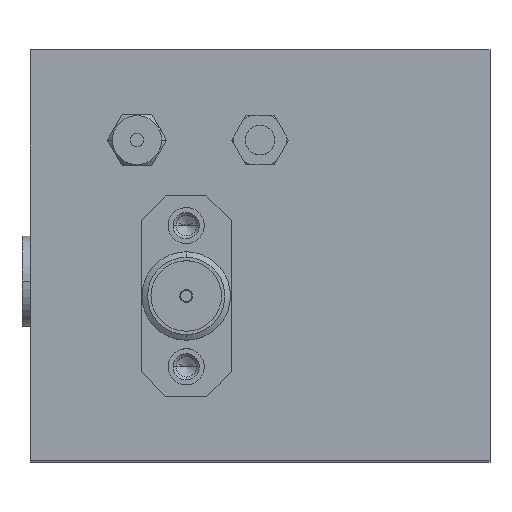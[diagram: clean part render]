
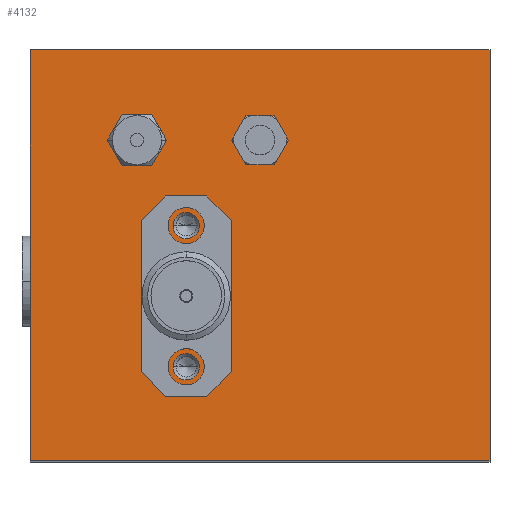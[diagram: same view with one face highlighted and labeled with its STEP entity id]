
A CAD part, top view. The second image highlights one B-rep face of the part: STEP entity #4132.
In plain terms, the highlighted planar face has unit normal (0, 0, 1).
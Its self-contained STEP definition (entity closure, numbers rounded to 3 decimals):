
#43 = VERTEX_POINT ( 'NONE', #740 ) ;
#243 = CARTESIAN_POINT ( 'NONE',  ( -14.418, -14.255, 0. ) ) ;
#246 = EDGE_CURVE ( 'NONE', #4924, #1904, #1863, .T. ) ;
#313 = VERTEX_POINT ( 'NONE', #4841 ) ;
#457 = DIRECTION ( 'NONE',  ( 0., 0., -1. ) ) ;
#514 = EDGE_LOOP ( 'NONE', ( #1116, #1154 ) ) ;
#536 = DIRECTION ( 'NONE',  ( 0., -1., 0. ) ) ;
#608 = LINE ( 'NONE', #3618, #1917 ) ;
#641 = VECTOR ( 'NONE', #2192, 1000. ) ;
#720 = DIRECTION ( 'NONE',  ( 0., 0., 1. ) ) ;
#722 = CARTESIAN_POINT ( 'NONE',  ( -4.118, -8.555, 0. ) ) ;
#736 = CARTESIAN_POINT ( 'NONE',  ( -7.918, 5.245, 0. ) ) ;
#740 = CARTESIAN_POINT ( 'NONE',  ( 0.582, 5.245, 0. ) ) ;
#787 = CARTESIAN_POINT ( 'NONE',  ( -6.418, 5.245, 0. ) ) ;
#811 = EDGE_CURVE ( 'NONE', #3993, #43, #3550, .T. ) ;
#932 = EDGE_LOOP ( 'NONE', ( #1236, #2049, #3129, #4605 ) ) ;
#1054 = DIRECTION ( 'NONE',  ( 1., 0., 0. ) ) ;
#1100 = EDGE_LOOP ( 'NONE', ( #1981, #2771 ) ) ;
#1106 = AXIS2_PLACEMENT_3D ( 'NONE', #2379, #457, #2004 ) ;
#1111 = AXIS2_PLACEMENT_3D ( 'NONE', #736, #3438, #3821 ) ;
#1116 = ORIENTED_EDGE ( 'NONE', *, *, #2288, .T. ) ;
#1145 = DIRECTION ( 'NONE',  ( 1., 0., 0. ) ) ;
#1154 = ORIENTED_EDGE ( 'NONE', *, *, #4566, .T. ) ;
#1236 = ORIENTED_EDGE ( 'NONE', *, *, #1560, .T. ) ;
#1246 = AXIS2_PLACEMENT_3D ( 'NONE', #2065, #4017, #3255 ) ;
#1345 = EDGE_CURVE ( 'NONE', #2093, #4568, #4533, .T. ) ;
#1373 = VERTEX_POINT ( 'NONE', #4904 ) ;
#1401 = DIRECTION ( 'NONE',  ( 0., 0., -1. ) ) ;
#1468 = FACE_BOUND ( 'NONE', #1648, .T. ) ;
#1560 = EDGE_CURVE ( 'NONE', #4568, #313, #2039, .T. ) ;
#1648 = EDGE_LOOP ( 'NONE', ( #1957, #3476 ) ) ;
#1740 = VERTEX_POINT ( 'NONE', #722 ) ;
#1756 = CARTESIAN_POINT ( 'NONE',  ( -1.418, 5.245, 0. ) ) ;
#1863 = CIRCLE ( 'NONE', #2185, 0.8 ) ;
#1893 = CIRCLE ( 'NONE', #4498, 1.5 ) ;
#1904 = VERTEX_POINT ( 'NONE', #3495 ) ;
#1905 = DIRECTION ( 'NONE',  ( 0., 0., -1. ) ) ;
#1911 = CIRCLE ( 'NONE', #2812, 0.8 ) ;
#1917 = VECTOR ( 'NONE', #536, 1000. ) ;
#1957 = ORIENTED_EDGE ( 'NONE', *, *, #2031, .T. ) ;
#1981 = ORIENTED_EDGE ( 'NONE', *, *, #246, .T. ) ;
#2004 = DIRECTION ( 'NONE',  ( 1., 0., 0. ) ) ;
#2020 = AXIS2_PLACEMENT_3D ( 'NONE', #4880, #1401, #1054 ) ;
#2030 = DIRECTION ( 'NONE',  ( 1., 0., 0. ) ) ;
#2031 = EDGE_CURVE ( 'NONE', #43, #3993, #2066, .T. ) ;
#2039 = LINE ( 'NONE', #2092, #3639 ) ;
#2049 = ORIENTED_EDGE ( 'NONE', *, *, #4721, .T. ) ;
#2065 = CARTESIAN_POINT ( 'NONE',  ( -4.918, -8.555, 0. ) ) ;
#2066 = CIRCLE ( 'NONE', #2222, 1. ) ;
#2092 = CARTESIAN_POINT ( 'NONE',  ( -11.918, 10.745, 0. ) ) ;
#2093 = VERTEX_POINT ( 'NONE', #4679 ) ;
#2167 = CIRCLE ( 'NONE', #1111, 1.5 ) ;
#2185 = AXIS2_PLACEMENT_3D ( 'NONE', #3570, #3137, #3896 ) ;
#2190 = DIRECTION ( 'NONE',  ( 1., 0., 0. ) ) ;
#2192 = DIRECTION ( 'NONE',  ( 0., 1., 0. ) ) ;
#2201 = CARTESIAN_POINT ( 'NONE',  ( -4.918, 0.045, 0. ) ) ;
#2214 = EDGE_CURVE ( 'NONE', #1373, #1740, #3106, .T. ) ;
#2222 = AXIS2_PLACEMENT_3D ( 'NONE', #2390, #1905, #1145 ) ;
#2260 = DIRECTION ( 'NONE',  ( 1., 0., 0. ) ) ;
#2288 = EDGE_CURVE ( 'NONE', #3046, #3342, #1893, .T. ) ;
#2310 = ORIENTED_EDGE ( 'NONE', *, *, #4258, .T. ) ;
#2354 = CARTESIAN_POINT ( 'NONE',  ( 2.582, -14.255, 0. ) ) ;
#2379 = CARTESIAN_POINT ( 'NONE',  ( -4.918, -8.555, 0. ) ) ;
#2390 = CARTESIAN_POINT ( 'NONE',  ( -0.418, 5.245, 0. ) ) ;
#2500 = DIRECTION ( 'NONE',  ( -1., 0., 0. ) ) ;
#2516 = EDGE_LOOP ( 'NONE', ( #2310, #3532 ) ) ;
#2618 = FACE_OUTER_BOUND ( 'NONE', #932, .T. ) ;
#2624 = CARTESIAN_POINT ( 'NONE',  ( 13.582, -14.255, 0. ) ) ;
#2771 = ORIENTED_EDGE ( 'NONE', *, *, #4455, .T. ) ;
#2812 = AXIS2_PLACEMENT_3D ( 'NONE', #2201, #2998, #3750 ) ;
#2998 = DIRECTION ( 'NONE',  ( 0., 0., -1. ) ) ;
#3015 = CARTESIAN_POINT ( 'NONE',  ( -4.118, 0.045, 0. ) ) ;
#3025 = FACE_BOUND ( 'NONE', #514, .T. ) ;
#3029 = CARTESIAN_POINT ( 'NONE',  ( -7.918, 5.245, 0. ) ) ;
#3046 = VERTEX_POINT ( 'NONE', #787 ) ;
#3106 = CIRCLE ( 'NONE', #1246, 0.8 ) ;
#3129 = ORIENTED_EDGE ( 'NONE', *, *, #4216, .T. ) ;
#3137 = DIRECTION ( 'NONE',  ( 0., 0., -1. ) ) ;
#3176 = VERTEX_POINT ( 'NONE', #243 ) ;
#3255 = DIRECTION ( 'NONE',  ( 1., 0., 0. ) ) ;
#3342 = VERTEX_POINT ( 'NONE', #4585 ) ;
#3438 = DIRECTION ( 'NONE',  ( 0., 0., -1. ) ) ;
#3446 = VECTOR ( 'NONE', #2030, 1000. ) ;
#3476 = ORIENTED_EDGE ( 'NONE', *, *, #811, .T. ) ;
#3495 = CARTESIAN_POINT ( 'NONE',  ( -5.718, 0.045, 0. ) ) ;
#3532 = ORIENTED_EDGE ( 'NONE', *, *, #2214, .T. ) ;
#3550 = CIRCLE ( 'NONE', #2020, 1. ) ;
#3570 = CARTESIAN_POINT ( 'NONE',  ( -4.918, 0.045, 0. ) ) ;
#3618 = CARTESIAN_POINT ( 'NONE',  ( -14.418, 10.745, 0. ) ) ;
#3639 = VECTOR ( 'NONE', #2500, 1000. ) ;
#3750 = DIRECTION ( 'NONE',  ( 1., 0., 0. ) ) ;
#3821 = DIRECTION ( 'NONE',  ( 1., 0., 0. ) ) ;
#3896 = DIRECTION ( 'NONE',  ( 1., 0., 0. ) ) ;
#3993 = VERTEX_POINT ( 'NONE', #1756 ) ;
#4017 = DIRECTION ( 'NONE',  ( 0., 0., -1. ) ) ;
#4119 = DIRECTION ( 'NONE',  ( 0., 0., -1. ) ) ;
#4132 = ADVANCED_FACE ( 'NONE', ( #2618, #4159, #4594, #1468, #3025 ), #4572, .T. ) ;
#4159 = FACE_BOUND ( 'NONE', #2516, .T. ) ;
#4184 = CARTESIAN_POINT ( 'NONE',  ( 0., 0., 0. ) ) ;
#4216 = EDGE_CURVE ( 'NONE', #3176, #2093, #4281, .T. ) ;
#4258 = EDGE_CURVE ( 'NONE', #1740, #1373, #4914, .T. ) ;
#4261 = AXIS2_PLACEMENT_3D ( 'NONE', #4184, #720, #2260 ) ;
#4281 = LINE ( 'NONE', #2354, #3446 ) ;
#4455 = EDGE_CURVE ( 'NONE', #1904, #4924, #1911, .T. ) ;
#4498 = AXIS2_PLACEMENT_3D ( 'NONE', #3029, #4119, #2190 ) ;
#4533 = LINE ( 'NONE', #2624, #641 ) ;
#4566 = EDGE_CURVE ( 'NONE', #3342, #3046, #2167, .T. ) ;
#4568 = VERTEX_POINT ( 'NONE', #4611 ) ;
#4572 = PLANE ( 'NONE',  #4261 ) ;
#4585 = CARTESIAN_POINT ( 'NONE',  ( -9.418, 5.245, 0. ) ) ;
#4594 = FACE_BOUND ( 'NONE', #1100, .T. ) ;
#4605 = ORIENTED_EDGE ( 'NONE', *, *, #1345, .T. ) ;
#4611 = CARTESIAN_POINT ( 'NONE',  ( 13.582, 10.745, 0. ) ) ;
#4679 = CARTESIAN_POINT ( 'NONE',  ( 13.582, -14.255, 0. ) ) ;
#4721 = EDGE_CURVE ( 'NONE', #313, #3176, #608, .T. ) ;
#4841 = CARTESIAN_POINT ( 'NONE',  ( -14.418, 10.745, 0. ) ) ;
#4880 = CARTESIAN_POINT ( 'NONE',  ( -0.418, 5.245, 0. ) ) ;
#4904 = CARTESIAN_POINT ( 'NONE',  ( -5.718, -8.555, 0. ) ) ;
#4914 = CIRCLE ( 'NONE', #1106, 0.8 ) ;
#4924 = VERTEX_POINT ( 'NONE', #3015 ) ;
